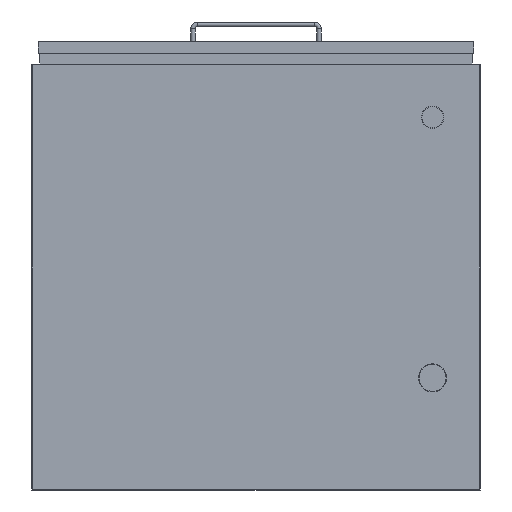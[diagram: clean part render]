
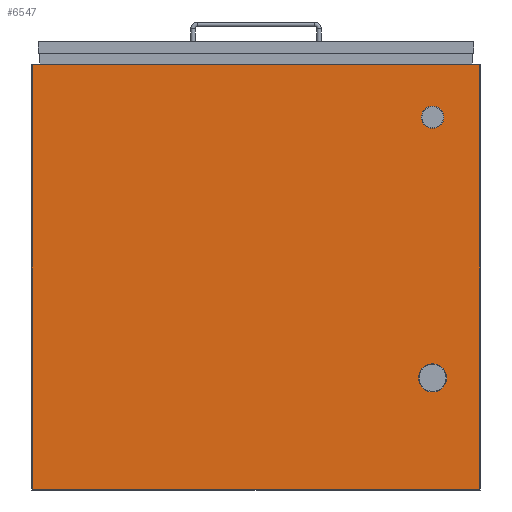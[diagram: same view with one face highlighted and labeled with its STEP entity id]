
A CAD part, front view. The second image highlights one B-rep face of the part: STEP entity #6547.
In plain terms, the highlighted planar face has unit normal (0, -1, 0).
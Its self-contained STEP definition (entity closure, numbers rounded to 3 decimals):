
#81=FACE_BOUND('',#780,.T.);
#82=FACE_BOUND('',#781,.T.);
#98=CIRCLE('',#6973,25.);
#99=CIRCLE('',#6974,25.);
#102=CIRCLE('',#6979,20.);
#103=CIRCLE('',#6980,20.);
#392=FACE_OUTER_BOUND('',#779,.T.);
#779=EDGE_LOOP('',(#4564,#4565,#4566,#4567));
#780=EDGE_LOOP('',(#4568,#4569));
#781=EDGE_LOOP('',(#4570,#4571));
#1247=LINE('',#9634,#2035);
#1249=LINE('',#9638,#2037);
#1251=LINE('',#9642,#2039);
#1253=LINE('',#9645,#2041);
#2035=VECTOR('',#7729,10.);
#2037=VECTOR('',#7733,10.);
#2039=VECTOR('',#7737,10.);
#2041=VECTOR('',#7741,10.);
#2760=VERTEX_POINT('',#9545);
#2761=VERTEX_POINT('',#9547);
#2764=VERTEX_POINT('',#9556);
#2765=VERTEX_POINT('',#9558);
#2790=VERTEX_POINT('',#9631);
#2791=VERTEX_POINT('',#9633);
#2792=VERTEX_POINT('',#9637);
#2793=VERTEX_POINT('',#9641);
#3429=EDGE_CURVE('',#2761,#2760,#98,.T.);
#3430=EDGE_CURVE('',#2760,#2761,#99,.T.);
#3434=EDGE_CURVE('',#2765,#2764,#102,.T.);
#3435=EDGE_CURVE('',#2764,#2765,#103,.T.);
#3471=EDGE_CURVE('',#2790,#2791,#1247,.T.);
#3473=EDGE_CURVE('',#2792,#2790,#1249,.T.);
#3475=EDGE_CURVE('',#2793,#2792,#1251,.T.);
#3477=EDGE_CURVE('',#2791,#2793,#1253,.T.);
#4564=ORIENTED_EDGE('',*,*,#3477,.F.);
#4565=ORIENTED_EDGE('',*,*,#3471,.F.);
#4566=ORIENTED_EDGE('',*,*,#3473,.F.);
#4567=ORIENTED_EDGE('',*,*,#3475,.F.);
#4568=ORIENTED_EDGE('',*,*,#3429,.T.);
#4569=ORIENTED_EDGE('',*,*,#3430,.T.);
#4570=ORIENTED_EDGE('',*,*,#3434,.T.);
#4571=ORIENTED_EDGE('',*,*,#3435,.T.);
#6219=PLANE('',#6996);
#6547=ADVANCED_FACE('',(#392,#81,#82),#6219,.F.);
#6973=AXIS2_PLACEMENT_3D('',#9548,#7653,#7654);
#6974=AXIS2_PLACEMENT_3D('',#9549,#7655,#7656);
#6979=AXIS2_PLACEMENT_3D('',#9559,#7666,#7667);
#6980=AXIS2_PLACEMENT_3D('',#9560,#7668,#7669);
#6996=AXIS2_PLACEMENT_3D('',#9646,#7742,#7743);
#7653=DIRECTION('center_axis',(0.,1.,0.));
#7654=DIRECTION('ref_axis',(1.,0.,0.));
#7655=DIRECTION('center_axis',(0.,1.,0.));
#7656=DIRECTION('ref_axis',(1.,0.,0.));
#7666=DIRECTION('center_axis',(0.,1.,0.));
#7667=DIRECTION('ref_axis',(1.,0.,0.));
#7668=DIRECTION('center_axis',(0.,1.,0.));
#7669=DIRECTION('ref_axis',(1.,0.,0.));
#7729=DIRECTION('',(1.,0.,0.));
#7733=DIRECTION('',(0.,0.,1.));
#7737=DIRECTION('',(-1.,0.,0.));
#7741=DIRECTION('',(0.,0.,-1.));
#7742=DIRECTION('center_axis',(0.,1.,0.));
#7743=DIRECTION('ref_axis',(0.,0.,1.));
#9545=CARTESIAN_POINT('',(290.,0.,-180.));
#9547=CARTESIAN_POINT('',(340.,0.,-180.));
#9548=CARTESIAN_POINT('Origin',(315.,0.,-180.));
#9549=CARTESIAN_POINT('Origin',(315.,0.,-180.));
#9556=CARTESIAN_POINT('',(295.,0.,285.));
#9558=CARTESIAN_POINT('',(335.,0.,285.));
#9559=CARTESIAN_POINT('Origin',(315.,0.,285.));
#9560=CARTESIAN_POINT('Origin',(315.,0.,285.));
#9631=CARTESIAN_POINT('',(-400.,0.,380.));
#9633=CARTESIAN_POINT('',(400.,0.,380.));
#9634=CARTESIAN_POINT('',(-400.,0.,380.));
#9637=CARTESIAN_POINT('',(-400.,0.,-380.));
#9638=CARTESIAN_POINT('',(-400.,0.,-380.));
#9641=CARTESIAN_POINT('',(400.,0.,-380.));
#9642=CARTESIAN_POINT('',(400.,0.,-380.));
#9645=CARTESIAN_POINT('',(400.,0.,380.));
#9646=CARTESIAN_POINT('Origin',(0.,0.,0.));
